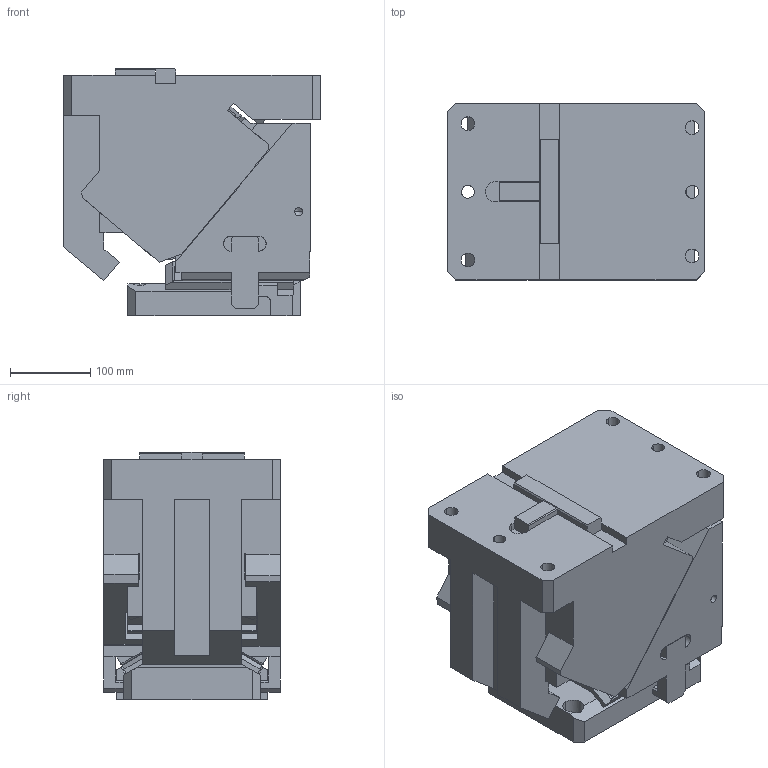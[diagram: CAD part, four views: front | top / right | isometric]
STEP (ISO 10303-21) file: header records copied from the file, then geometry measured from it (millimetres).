
FILE_DESCRIPTION(('CATIA V5 STEP Exchange'),'2;1');
FILE_NAME('CACV_F_220_00.stp','2015-04-27T06:54:01+00:00',('none'),('none'),'CATIA Version 5 Release 19 SP 2 (IN-10)','CATIA V5 STEP AP203','none');
FILE_SCHEMA(('CONFIG_CONTROL_DESIGN'));
Length unit declared in the file: millimetre
Products named in the file (1): CACV_F_220_00
Bounding box: 320 x 220 x 309 mm (x, y, z)
Volume: 15583779.4 mm3; surface area: 883544.6 mm2
Topology: 3 solids, 9 shells, 578 faces, 1626 edges, 1066 vertices
Faces by surface type: plane 411, cylinder 159, cone 8
Entity records: 19394 total; most frequent: CARTESIAN_POINT 5017, ORIENTED_EDGE 3240, DIRECTION 2474, EDGE_CURVE 1620, VECTOR 1291, LINE 1291, VERTEX_POINT 1066, AXIS2_PLACEMENT_3D 675
